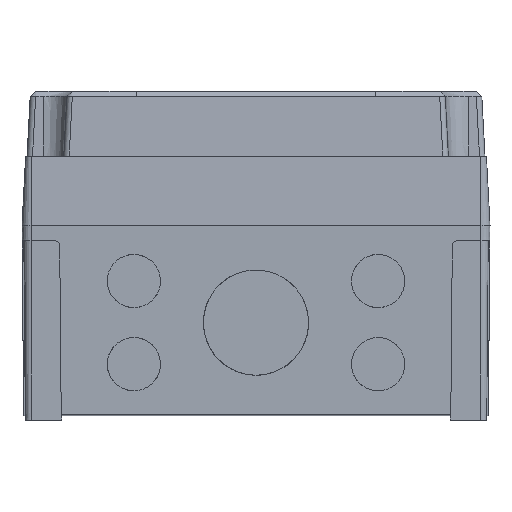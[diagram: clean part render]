
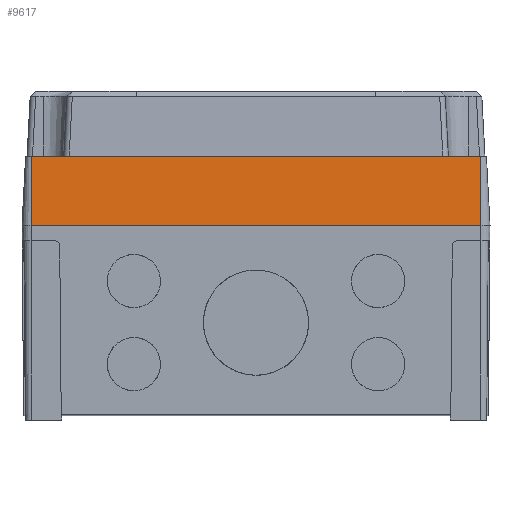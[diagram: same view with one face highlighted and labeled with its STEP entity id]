
A CAD part, top view. The second image highlights one B-rep face of the part: STEP entity #9617.
In plain terms, the highlighted planar face has unit normal (0, 0.052, 0.999).
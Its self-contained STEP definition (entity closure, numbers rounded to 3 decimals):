
#55 = PLANE ( 'NONE',  #7819 ) ;
#117 = VECTOR ( 'NONE', #1300, 1000. ) ;
#294 = VERTEX_POINT ( 'NONE', #17357 ) ;
#820 = DIRECTION ( 'NONE',  ( 0., -0.999, 0.052 ) ) ;
#1014 = ORIENTED_EDGE ( 'NONE', *, *, #3592, .T. ) ;
#1300 = DIRECTION ( 'NONE',  ( 1., 0., 0. ) ) ;
#3309 = VERTEX_POINT ( 'NONE', #15803 ) ;
#3528 = CARTESIAN_POINT ( 'NONE',  ( -86.55, 0., 90. ) ) ;
#3592 = EDGE_CURVE ( 'NONE', #294, #7255, #9342, .T. ) ;
#4516 = CARTESIAN_POINT ( 'NONE',  ( -86.55, 0., 90. ) ) ;
#4604 = DIRECTION ( 'NONE',  ( 0., -0.999, 0.052 ) ) ;
#4628 = EDGE_CURVE ( 'NONE', #17294, #3309, #17315, .T. ) ;
#4975 = ORIENTED_EDGE ( 'NONE', *, *, #18051, .T. ) ;
#5586 = DIRECTION ( 'NONE',  ( 0., 0.052, 0.999 ) ) ;
#5727 = CARTESIAN_POINT ( 'NONE',  ( 86.55, 26.6, 88.606 ) ) ;
#7255 = VERTEX_POINT ( 'NONE', #3528 ) ;
#7744 = VECTOR ( 'NONE', #820, 1000. ) ;
#7819 = AXIS2_PLACEMENT_3D ( 'NONE', #14091, #5586, #11279 ) ;
#8320 = LINE ( 'NONE', #14029, #117 ) ;
#9342 = LINE ( 'NONE', #15054, #7744 ) ;
#9617 = ADVANCED_FACE ( 'NONE', ( #18403 ), #55, .T. ) ;
#10186 = DIRECTION ( 'NONE',  ( 1., 0., 0. ) ) ;
#11106 = EDGE_CURVE ( 'NONE', #294, #17294, #8320, .T. ) ;
#11279 = DIRECTION ( 'NONE',  ( 1., 0., 0. ) ) ;
#11737 = VECTOR ( 'NONE', #4604, 1000. ) ;
#11946 = EDGE_LOOP ( 'NONE', ( #4975, #18415, #15506, #1014 ) ) ;
#12994 = CARTESIAN_POINT ( 'NONE',  ( 86.55, 0., 90. ) ) ;
#13190 = LINE ( 'NONE', #4516, #13937 ) ;
#13937 = VECTOR ( 'NONE', #10186, 1000. ) ;
#14029 = CARTESIAN_POINT ( 'NONE',  ( -86.55, 26.6, 88.606 ) ) ;
#14091 = CARTESIAN_POINT ( 'NONE',  ( -86.55, 0., 90. ) ) ;
#15054 = CARTESIAN_POINT ( 'NONE',  ( -86.55, 0., 90. ) ) ;
#15506 = ORIENTED_EDGE ( 'NONE', *, *, #11106, .F. ) ;
#15803 = CARTESIAN_POINT ( 'NONE',  ( 86.55, 0., 90. ) ) ;
#17294 = VERTEX_POINT ( 'NONE', #5727 ) ;
#17315 = LINE ( 'NONE', #12994, #11737 ) ;
#17357 = CARTESIAN_POINT ( 'NONE',  ( -86.55, 26.6, 88.606 ) ) ;
#18051 = EDGE_CURVE ( 'NONE', #7255, #3309, #13190, .T. ) ;
#18403 = FACE_OUTER_BOUND ( 'NONE', #11946, .T. ) ;
#18415 = ORIENTED_EDGE ( 'NONE', *, *, #4628, .F. ) ;
